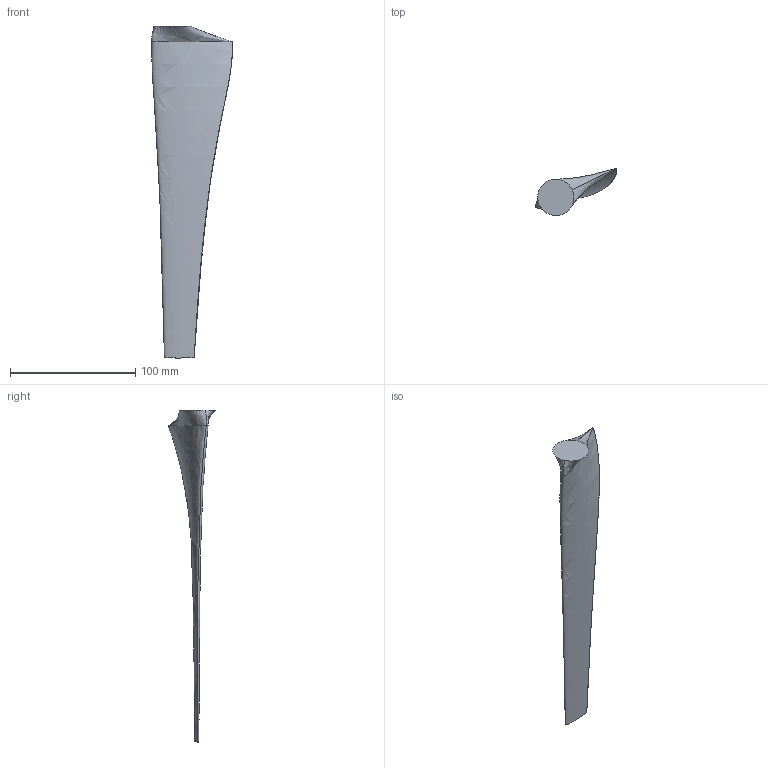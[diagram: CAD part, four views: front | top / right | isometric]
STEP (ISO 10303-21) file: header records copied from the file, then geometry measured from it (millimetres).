
FILE_DESCRIPTION (( 'STEP AP214' ), '1' );
FILE_NAME ('Resurface Blade.STEP', '2020-08-25T22:30:54', ( '' ), ( '' ), 'SwSTEP 2.0', 'SolidWorks 2020', '' );
FILE_SCHEMA (( 'AUTOMOTIVE_DESIGN' ));
Length unit declared in the file: inch
Products named in the file (1): Resurface Blade
Bounding box: 64.4 x 37.46 x 264.82 mm (x, y, z)
Volume: 55152.1 mm3; surface area: 24263.2 mm2
Topology: 1 solids, 1 shells, 7 faces, 16 edges, 11 vertices
Faces by surface type: bspline 5, plane 2
Entity records: 3067 total; most frequent: CARTESIAN_POINT 2906, ORIENTED_EDGE 32, EDGE_CURVE 16, B_SPLINE_CURVE_WITH_KNOTS 14, VERTEX_POINT 11, DIRECTION 10, ADVANCED_FACE 7, EDGE_LOOP 7
